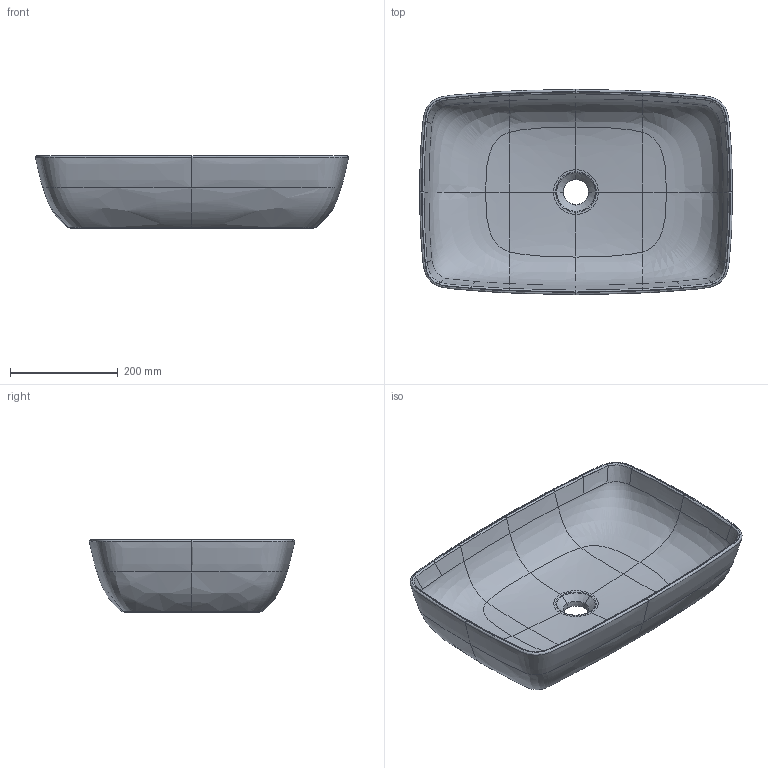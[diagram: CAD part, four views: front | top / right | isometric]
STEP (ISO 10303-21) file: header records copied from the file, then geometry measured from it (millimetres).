
FILE_DESCRIPTION(/* description */ (''),/* implementation_level */ '2;1');
FILE_NAME(/* name */ '417258_4172U5.stp',/* time_stamp */ '2020-10-27T12:35:40+01:00',/* author */ (''),/* organization */ (''),/* preprocessor_version */ 'ST-DEVELOPER v16.7',/* originating_system */ 'SIEMENS PLM Software NX 1863',/* authorisation */ '');
FILE_SCHEMA (('AUTOMOTIVE_DESIGN { 1 0 10303 214 3 1 1 1 }'));
Products named in the file (1): Conz181C46BBuih5
Bounding box: 580.62 x 380.6 x 135 mm (x, y, z)
Volume: 7909002.7 mm3; surface area: 659305.8 mm2
Topology: 1 solids, 1 shells, 184 faces, 418 edges, 238 vertices
Faces by surface type: bspline 140, plane 24, extrusion 8, cone 8, cylinder 4
Entity records: 38070 total; most frequent: CARTESIAN_POINT 35073, ORIENTED_EDGE 836, EDGE_CURVE 418, B_SPLINE_CURVE_WITH_KNOTS 328, VERTEX_POINT 238, DIRECTION 228, EDGE_LOOP 188, ADVANCED_FACE 184
